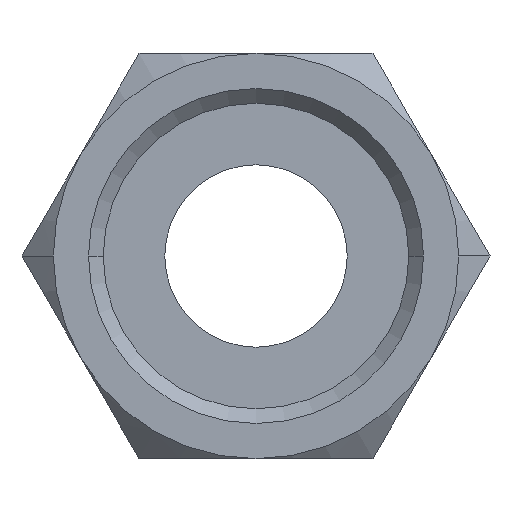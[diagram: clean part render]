
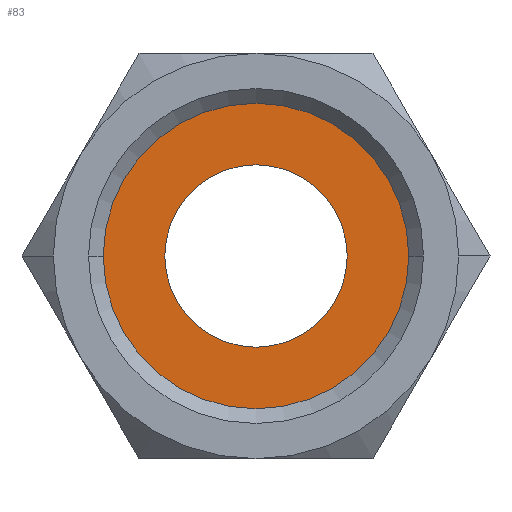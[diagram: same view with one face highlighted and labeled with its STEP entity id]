
A CAD part, front view. The second image highlights one B-rep face of the part: STEP entity #83.
In plain terms, the highlighted planar face has unit normal (0, -1, 0).
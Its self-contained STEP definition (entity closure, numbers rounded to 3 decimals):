
#83=ADVANCED_FACE('',(#184,#185),#186,.T.);
#184=FACE_BOUND('',#310,.T.);
#185=FACE_OUTER_BOUND('',#311,.T.);
#186=PLANE('',#312);
#310=EDGE_LOOP('',(#622,#623));
#311=EDGE_LOOP('',(#624,#625));
#312=AXIS2_PLACEMENT_3D('',#626,#627,#628);
#622=ORIENTED_EDGE('',*,*,#837,.T.);
#623=ORIENTED_EDGE('',*,*,#838,.T.);
#624=ORIENTED_EDGE('',*,*,#801,.F.);
#625=ORIENTED_EDGE('',*,*,#882,.F.);
#626=CARTESIAN_POINT('',(0.,19.5,0.0));
#627=DIRECTION('',(0.,-1.0,0.0));
#628=DIRECTION('',(0.0,0.0,1.0));
#801=EDGE_CURVE('',#933,#931,#935,.T.);
#837=EDGE_CURVE('',#1001,#1005,#1007,.T.);
#838=EDGE_CURVE('',#1005,#1001,#1008,.T.);
#882=EDGE_CURVE('',#931,#933,#1068,.T.);
#931=VERTEX_POINT('',#1135);
#933=VERTEX_POINT('',#1138);
#935=CIRCLE('',#1141,12.059);
#1001=VERTEX_POINT('',#1307);
#1005=VERTEX_POINT('',#1312);
#1007=CIRCLE('',#1315,7.2);
#1008=CIRCLE('',#1316,7.2);
#1068=CIRCLE('',#1602,12.059);
#1135=CARTESIAN_POINT('',(12.059,19.5,0.));
#1138=CARTESIAN_POINT('',(-12.059,19.5,0.));
#1141=AXIS2_PLACEMENT_3D('',#1895,#1896,#1897);
#1307=CARTESIAN_POINT('',(0.,19.5,-7.2));
#1312=CARTESIAN_POINT('',(0.,19.5,7.2));
#1315=AXIS2_PLACEMENT_3D('',#1951,#1952,#1953);
#1316=AXIS2_PLACEMENT_3D('',#1954,#1955,#1956);
#1602=AXIS2_PLACEMENT_3D('',#2014,#2015,#2016);
#1895=CARTESIAN_POINT('',(0.0,19.5,0.0));
#1896=DIRECTION('',(0.,1.0,0.0));
#1897=DIRECTION('',(1.0,0.,0.0));
#1951=CARTESIAN_POINT('',(0.,19.5,0.0));
#1952=DIRECTION('',(0.,1.0,0.0));
#1953=DIRECTION('',(0.0,0.0,-1.0));
#1954=CARTESIAN_POINT('',(0.,19.5,0.0));
#1955=DIRECTION('',(0.,1.0,0.0));
#1956=DIRECTION('',(0.0,0.0,-1.0));
#2014=CARTESIAN_POINT('',(0.0,19.5,0.0));
#2015=DIRECTION('',(0.,1.0,0.0));
#2016=DIRECTION('',(1.0,0.,0.0));
